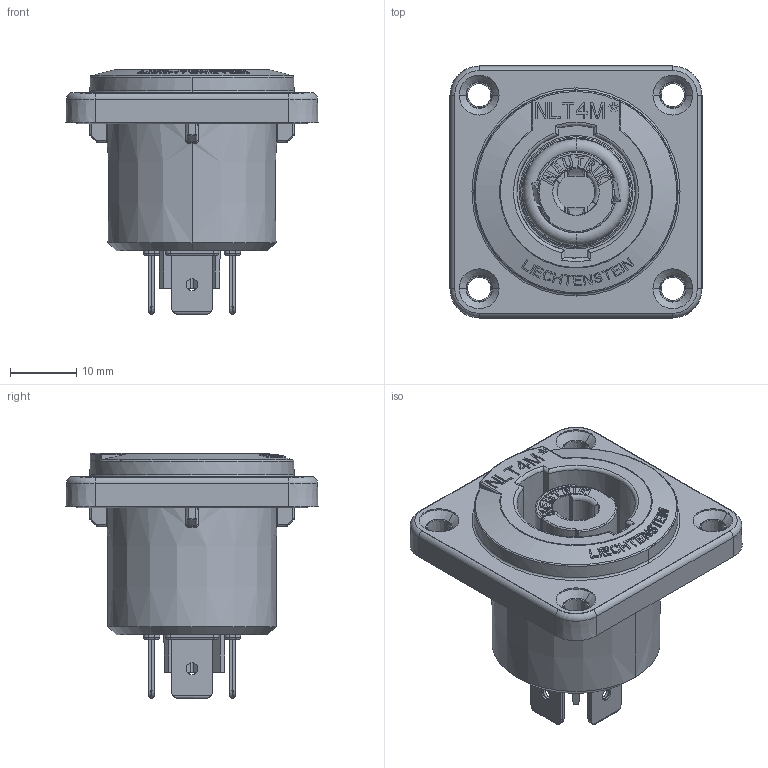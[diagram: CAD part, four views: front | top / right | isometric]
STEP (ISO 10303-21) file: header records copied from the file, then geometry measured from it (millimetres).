
FILE_DESCRIPTION((''),'2;1');
FILE_NAME('30011559','2024-06-25T10:55:29',('lob'),(''),'CREO PARAMETRIC BY PTC INC, 2023424','CREO PARAMETRIC BY PTC INC, 2023424','');
FILE_SCHEMA(('AUTOMOTIVE_DESIGN { 1 0 10303 214 1 1 1 1 }'));
Length unit declared in the file: millimetre
Products named in the file (1): 30011559
Bounding box: 38 x 38 x 36.95 mm (x, y, z)
Volume: 14642.6 mm3; surface area: 9831.6 mm2
Topology: 1 solids, 5 shells, 1088 faces, 2860 edges, 1844 vertices
Faces by surface type: plane 587, cylinder 225, bspline 81, torus 69, cone 60, extrusion 44, sphere 22
Entity records: 40983 total; most frequent: CARTESIAN_POINT 13006, ORIENTED_EDGE 5710, DIRECTION 4521, EDGE_CURVE 2855, VERTEX_POINT 1834, AXIS2_PLACEMENT_3D 1543, VECTOR 1435, LINE 1391
